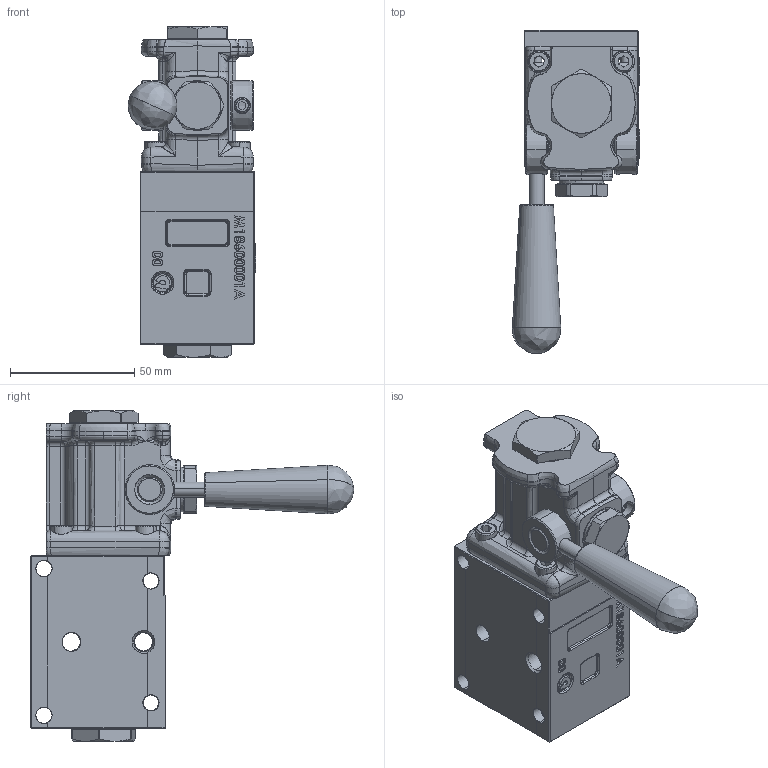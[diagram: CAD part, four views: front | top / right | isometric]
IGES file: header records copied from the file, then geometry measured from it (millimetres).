
Start section: SolidWorks IGES file using analytic representation for surfaces
Global section: file name: CX3CG--N-WWT2.igs; native system: SolidWorks 2014; preprocessor: SolidWorks 2014; author: serviziopdm; date: 150423.092504; units: millimetre
Bounding box: 51.16 x 130 x 132.9 mm (x, y, z)
Surface area: 48938.3 mm2 (no closed solid volume)
Topology: 0 solids, 0 shells, 717 faces, 9419 edges, 9413 vertices
Faces by surface type: bspline 428, revolution 289
